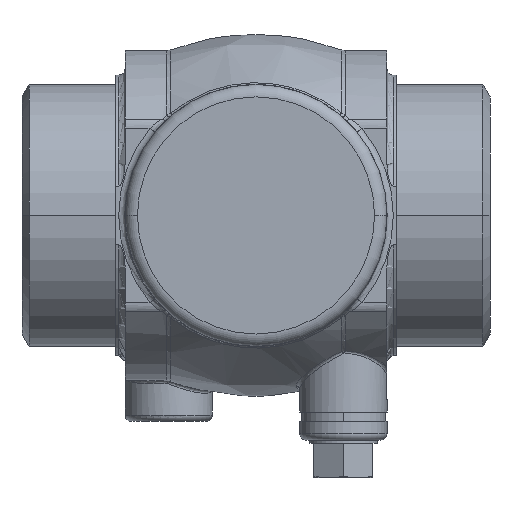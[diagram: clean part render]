
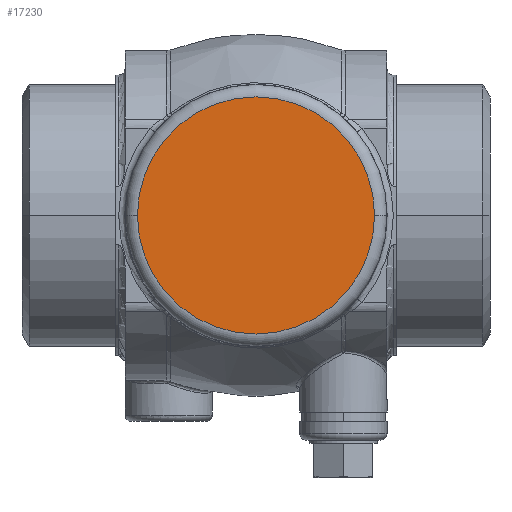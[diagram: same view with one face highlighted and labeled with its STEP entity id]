
A CAD part, front view. The second image highlights one B-rep face of the part: STEP entity #17230.
In plain terms, the highlighted planar face has unit normal (0, -1, 0).
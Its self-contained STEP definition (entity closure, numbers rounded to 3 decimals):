
#7020=CARTESIAN_POINT('',(0.,-35.5,0.));
#7021=DIRECTION('',(0.,1.,0.));
#7022=DIRECTION('',(1.,0.,0.));
#7023=AXIS2_PLACEMENT_3D('',#7020,#7021,#7022);
#7030=CARTESIAN_POINT('',(0.,-35.5,0.));
#7031=DIRECTION('',(0.,-1.,0.));
#7032=DIRECTION('',(1.,0.,0.));
#7033=AXIS2_PLACEMENT_3D('',#7030,#7031,#7032);
#7621=CARTESIAN_POINT('',(19.,-35.5,0.));
#7623=VERTEX_POINT('',#7621);
#7625=CARTESIAN_POINT('',(-19.,-35.5,0.));
#7627=VERTEX_POINT('',#7625);
#17221=CARTESIAN_POINT('',(0.,-35.5,0.));
#17222=DIRECTION('',(0.,-1.,0.));
#17223=DIRECTION('',(-1.,0.,0.));
#17224=AXIS2_PLACEMENT_3D('',#17221,#17222,#17223);
#17225=PLANE('',#17224);
#17226=ORIENTED_EDGE('',*,*,#17214,.F.);
#17227=ORIENTED_EDGE('',*,*,#17203,.T.);
#17228=EDGE_LOOP('',(#17226,#17227));
#17229=FACE_OUTER_BOUND('',#17228,.F.);
#7024=CIRCLE('',#7023,19.);
#7034=CIRCLE('',#7033,19.);
#17203=EDGE_CURVE('',#7623,#7627,#7024,.T.);
#17214=EDGE_CURVE('',#7623,#7627,#7034,.T.);
#17230=ADVANCED_FACE('',(#17229),#17225,.T.);
